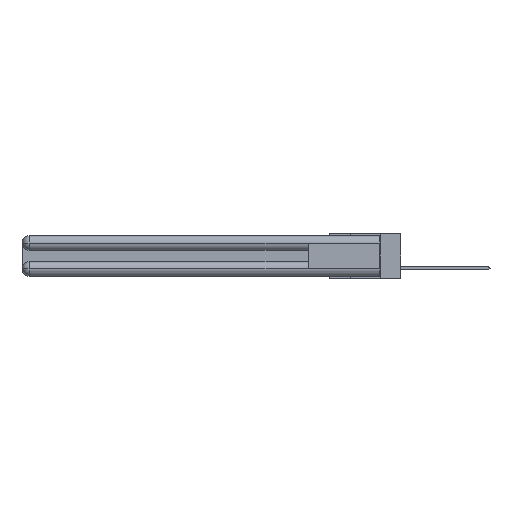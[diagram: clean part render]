
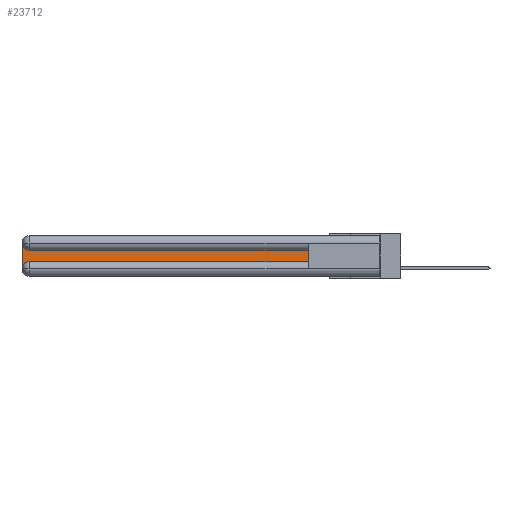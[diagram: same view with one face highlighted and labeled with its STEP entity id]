
A CAD part, left-side view. The second image highlights one B-rep face of the part: STEP entity #23712.
In plain terms, the highlighted planar face has unit normal (-1, 0, 0).
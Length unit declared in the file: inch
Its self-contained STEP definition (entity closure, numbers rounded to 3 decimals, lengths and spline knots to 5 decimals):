
#192 = DIRECTION ( 'NONE',  ( 0., 0., 1. ) ) ;
#3611 = EDGE_LOOP ( 'NONE', ( #14763, #16364, #28372, #13447, #10536, #24290 ) ) ;
#3645 = DIRECTION ( 'NONE',  ( 0., 0., -1. ) ) ;
#3731 = PLANE ( 'NONE',  #7676 ) ;
#3995 = VERTEX_POINT ( 'NONE', #15486 ) ;
#4920 = LINE ( 'NONE', #9648, #10438 ) ;
#5267 = DIRECTION ( 'NONE',  ( 1., 0., 0. ) ) ;
#6653 = EDGE_CURVE ( 'NONE', #23769, #3995, #21367, .T. ) ;
#6670 = LINE ( 'NONE', #9315, #12585 ) ;
#7676 = AXIS2_PLACEMENT_3D ( 'NONE', #21051, #23195, #14631 ) ;
#8090 = VECTOR ( 'NONE', #16527, 39.37008 ) ;
#8728 = VERTEX_POINT ( 'NONE', #12836 ) ;
#9172 = LINE ( 'NONE', #18775, #8090 ) ;
#9197 = FACE_OUTER_BOUND ( 'NONE', #3611, .T. ) ;
#9315 = CARTESIAN_POINT ( 'NONE',  ( 0.075, 0.6, -0.2175 ) ) ;
#9648 = CARTESIAN_POINT ( 'NONE',  ( 0.075, 0.6, -0.1225 ) ) ;
#10438 = VECTOR ( 'NONE', #28347, 39.37008 ) ;
#10536 = ORIENTED_EDGE ( 'NONE', *, *, #21185, .T. ) ;
#11069 = CARTESIAN_POINT ( 'NONE',  ( 0.075, 0.6, -0.1225 ) ) ;
#11922 = CARTESIAN_POINT ( 'NONE',  ( 0.075, 3., -0.2175 ) ) ;
#12585 = VECTOR ( 'NONE', #192, 39.37008 ) ;
#12836 = CARTESIAN_POINT ( 'NONE',  ( 0.075, 2.94, -0.1225 ) ) ;
#13133 = CARTESIAN_POINT ( 'NONE',  ( 0.075, 3., -0.0625 ) ) ;
#13447 = ORIENTED_EDGE ( 'NONE', *, *, #6653, .T. ) ;
#13606 = CARTESIAN_POINT ( 'NONE',  ( 0.075, 0.6, -0.2175 ) ) ;
#14073 = AXIS2_PLACEMENT_3D ( 'NONE', #22499, #17720, #3645 ) ;
#14631 = DIRECTION ( 'NONE',  ( 0., 0., -1. ) ) ;
#14763 = ORIENTED_EDGE ( 'NONE', *, *, #27619, .T. ) ;
#15302 = VERTEX_POINT ( 'NONE', #13133 ) ;
#15326 = VERTEX_POINT ( 'NONE', #11069 ) ;
#15486 = CARTESIAN_POINT ( 'NONE',  ( 0.075, 2.94, -0.2175 ) ) ;
#15563 = VECTOR ( 'NONE', #29033, 39.37008 ) ;
#16159 = EDGE_CURVE ( 'NONE', #15302, #23769, #24661, .T. ) ;
#16364 = ORIENTED_EDGE ( 'NONE', *, *, #29512, .T. ) ;
#16527 = DIRECTION ( 'NONE',  ( 0., -1., 0. ) ) ;
#17720 = DIRECTION ( 'NONE',  ( 1., 0., 0. ) ) ;
#18171 = AXIS2_PLACEMENT_3D ( 'NONE', #26725, #5267, #26621 ) ;
#18775 = CARTESIAN_POINT ( 'NONE',  ( 0.075, 0.6, -0.2175 ) ) ;
#19579 = EDGE_CURVE ( 'NONE', #27300, #15326, #6670, .T. ) ;
#21051 = CARTESIAN_POINT ( 'NONE',  ( 0.075, 3., -0.1225 ) ) ;
#21185 = EDGE_CURVE ( 'NONE', #3995, #27300, #9172, .T. ) ;
#21367 = CIRCLE ( 'NONE', #18171, 0.06 ) ;
#22499 = CARTESIAN_POINT ( 'NONE',  ( 0.075, 2.94, -0.0625 ) ) ;
#23195 = DIRECTION ( 'NONE',  ( 1., 0., 0. ) ) ;
#23712 = ADVANCED_FACE ( 'NONE', ( #9197 ), #3731, .F. ) ;
#23769 = VERTEX_POINT ( 'NONE', #28196 ) ;
#24290 = ORIENTED_EDGE ( 'NONE', *, *, #19579, .T. ) ;
#24661 = LINE ( 'NONE', #11922, #15563 ) ;
#26621 = DIRECTION ( 'NONE',  ( 0., 0., -1. ) ) ;
#26725 = CARTESIAN_POINT ( 'NONE',  ( 0.075, 2.94, -0.2775 ) ) ;
#27300 = VERTEX_POINT ( 'NONE', #13606 ) ;
#27619 = EDGE_CURVE ( 'NONE', #15326, #8728, #4920, .T. ) ;
#28196 = CARTESIAN_POINT ( 'NONE',  ( 0.075, 3., -0.2775 ) ) ;
#28347 = DIRECTION ( 'NONE',  ( 0., 1., 0. ) ) ;
#28372 = ORIENTED_EDGE ( 'NONE', *, *, #16159, .T. ) ;
#28914 = CIRCLE ( 'NONE', #14073, 0.06 ) ;
#29033 = DIRECTION ( 'NONE',  ( 0., 0., -1. ) ) ;
#29512 = EDGE_CURVE ( 'NONE', #8728, #15302, #28914, .T. ) ;
